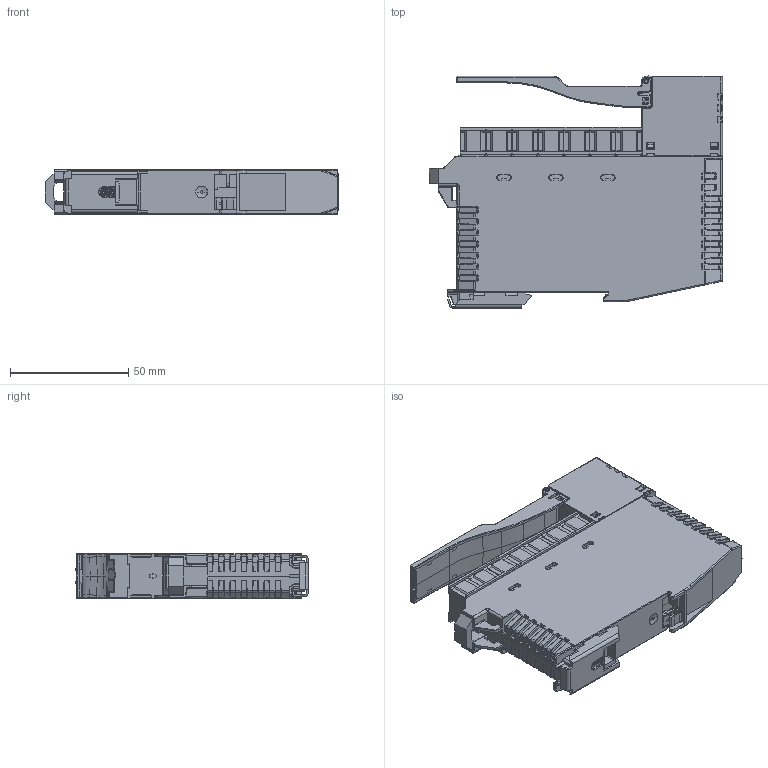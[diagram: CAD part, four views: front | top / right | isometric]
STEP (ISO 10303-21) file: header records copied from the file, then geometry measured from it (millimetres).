
FILE_DESCRIPTION((''),'2;1');
FILE_NAME('DM_CAD-2075_KPL_SW0004','2015-02-20T',('Creinig-se'),(''),'PRO/ENGINEER BY PARAMETRIC TECHNOLOGY CORPORATION, 2013050','PRO/ENGINEER BY PARAMETRIC TECHNOLOGY CORPORATION, 2013050','');
FILE_SCHEMA(('CONFIG_CONTROL_DESIGN'));
Products named in the file (1): DM_CAD-2075_KPL_SW0004
Bounding box: 124.3 x 98.32 x 18.9 mm (x, y, z)
Volume: 161327.4 mm3; surface area: 52768 mm2
Topology: 3 solids, 3 shells, 5256 faces, 14168 edges, 8864 vertices
Faces by surface type: plane 2625, cylinder 1873, bspline 391, torus 194, cone 120, sphere 44, extrusion 9
Entity records: 290319 total; most frequent: CARTESIAN_POINT 125502, ORIENTED_EDGE 28244, DIRECTION 24066, EDGE_CURVE 14122, VECTOR 9396, LINE 9387, VERTEX_POINT 8864, AXIS2_PLACEMENT_3D 7335
